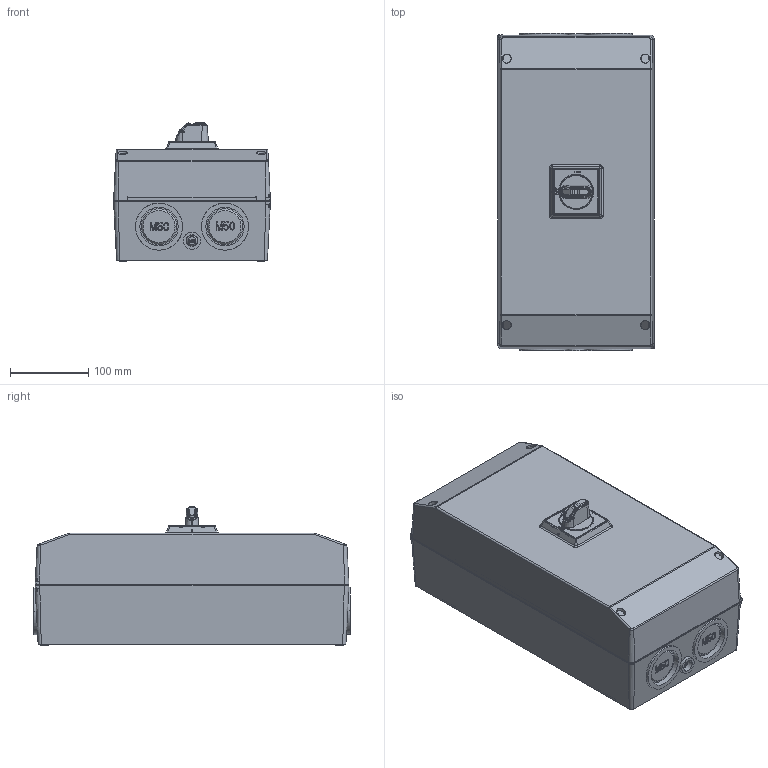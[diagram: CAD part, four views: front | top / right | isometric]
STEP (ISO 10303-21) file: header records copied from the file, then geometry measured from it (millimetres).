
FILE_DESCRIPTION((''),'2;1');
FILE_NAME('OTPK402014SM50_SW0003','2021-06-23T12:05:15',('FIJOKON'),(''),'CREO PARAMETRIC BY PTC INC, 2020184','CREO PARAMETRIC BY PTC INC, 2020184','');
FILE_SCHEMA(('AUTOMOTIVE_DESIGN { 1 0 10303 214 1 1 1 1 }'));
Products named in the file (1): OTPK402014SM50_SW0003
Bounding box: 200 x 403.93 x 175.88 mm (x, y, z)
Volume: 10872914.8 mm3; surface area: 410197 mm2
Topology: 1 solids, 1 shells, 2603 faces, 7250 edges, 4796 vertices
Faces by surface type: plane 2001, cylinder 407, bspline 63, cone 60, extrusion 48, torus 22, sphere 2
Entity records: 103030 total; most frequent: CARTESIAN_POINT 26057, ORIENTED_EDGE 14480, DIRECTION 12687, EDGE_CURVE 7240, VECTOR 5896, LINE 5848, VERTEX_POINT 4796, AXIS2_PLACEMENT_3D 3394
